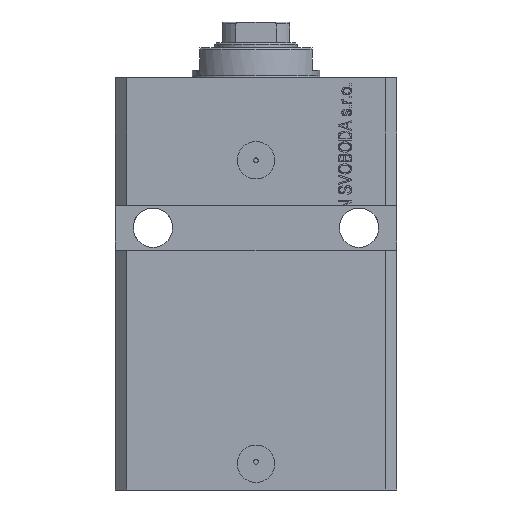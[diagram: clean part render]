
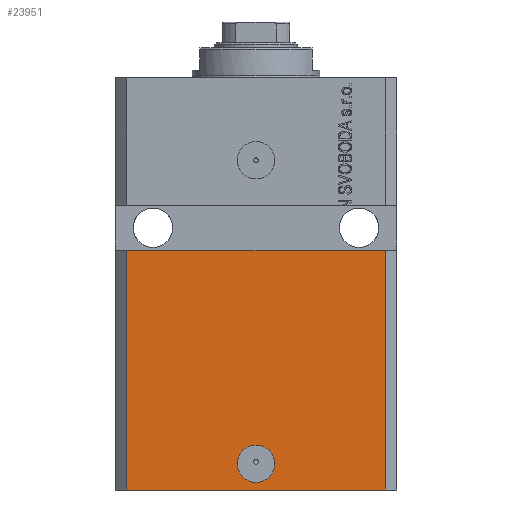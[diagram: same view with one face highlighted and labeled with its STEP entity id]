
A CAD part, front view. The second image highlights one B-rep face of the part: STEP entity #23951.
In plain terms, the highlighted planar face has unit normal (0, -1, 0).
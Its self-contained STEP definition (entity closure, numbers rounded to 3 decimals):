
#135 = EDGE_CURVE ( 'NONE', #30412, #12155, #20353, .T. ) ;
#1058 = CARTESIAN_POINT ( 'NONE',  ( 5., -27.5, -103. ) ) ;
#1088 = PLANE ( 'NONE',  #22752 ) ;
#1742 = DIRECTION ( 'NONE',  ( 1., 0., 0. ) ) ;
#1936 = LINE ( 'NONE', #29127, #15918 ) ;
#2480 = CARTESIAN_POINT ( 'NONE',  ( -5., -27.5, -103. ) ) ;
#2677 = ORIENTED_EDGE ( 'NONE', *, *, #26090, .F. ) ;
#3230 = DIRECTION ( 'NONE',  ( 0., -1., 0. ) ) ;
#3401 = DIRECTION ( 'NONE',  ( 1., 0., 0. ) ) ;
#5716 = EDGE_CURVE ( 'NONE', #7355, #12155, #35706, .T. ) ;
#6115 = EDGE_CURVE ( 'NONE', #8027, #7355, #26287, .T. ) ;
#6173 = EDGE_LOOP ( 'NONE', ( #23185, #9585, #29998, #8766 ) ) ;
#6458 = CARTESIAN_POINT ( 'NONE',  ( 34.5, -27.5, -46. ) ) ;
#7355 = VERTEX_POINT ( 'NONE', #41690 ) ;
#8027 = VERTEX_POINT ( 'NONE', #10302 ) ;
#8511 = CARTESIAN_POINT ( 'NONE',  ( 34.5, -27.5, -110. ) ) ;
#8532 = EDGE_CURVE ( 'NONE', #8027, #30412, #1936, .T. ) ;
#8564 = CARTESIAN_POINT ( 'NONE',  ( -34.5, -27.5, -46. ) ) ;
#8766 = ORIENTED_EDGE ( 'NONE', *, *, #5716, .T. ) ;
#9585 = ORIENTED_EDGE ( 'NONE', *, *, #8532, .F. ) ;
#9798 = CARTESIAN_POINT ( 'NONE',  ( -34.5, -27.5, -110. ) ) ;
#10188 = VECTOR ( 'NONE', #33642, 1000. ) ;
#10302 = CARTESIAN_POINT ( 'NONE',  ( -34.5, -27.5, -110. ) ) ;
#11339 = CARTESIAN_POINT ( 'NONE',  ( -34.5, -27.5, -110. ) ) ;
#12155 = VERTEX_POINT ( 'NONE', #6458 ) ;
#15331 = DIRECTION ( 'NONE',  ( 0., 0., -1. ) ) ;
#15918 = VECTOR ( 'NONE', #22677, 1000. ) ;
#18516 = CIRCLE ( 'NONE', #30613, 5. ) ;
#18916 = DIRECTION ( 'NONE',  ( 0., -1., 0. ) ) ;
#20353 = LINE ( 'NONE', #43987, #35028 ) ;
#22034 = FACE_BOUND ( 'NONE', #25583, .T. ) ;
#22040 = CARTESIAN_POINT ( 'NONE',  ( 0., -27.5, -103. ) ) ;
#22316 = VERTEX_POINT ( 'NONE', #1058 ) ;
#22677 = DIRECTION ( 'NONE',  ( 0., 0., 1. ) ) ;
#22752 = AXIS2_PLACEMENT_3D ( 'NONE', #11339, #35183, #15331 ) ;
#23185 = ORIENTED_EDGE ( 'NONE', *, *, #135, .F. ) ;
#23951 = ADVANCED_FACE ( 'NONE', ( #22034, #31639 ), #1088, .T. ) ;
#24690 = EDGE_CURVE ( 'NONE', #22316, #30831, #30583, .T. ) ;
#25583 = EDGE_LOOP ( 'NONE', ( #40501, #2677 ) ) ;
#26090 = EDGE_CURVE ( 'NONE', #30831, #22316, #18516, .T. ) ;
#26287 = LINE ( 'NONE', #9798, #10188 ) ;
#26864 = DIRECTION ( 'NONE',  ( 1., 0., 0. ) ) ;
#29121 = AXIS2_PLACEMENT_3D ( 'NONE', #22040, #18916, #1742 ) ;
#29127 = CARTESIAN_POINT ( 'NONE',  ( -34.5, -27.5, -110. ) ) ;
#29998 = ORIENTED_EDGE ( 'NONE', *, *, #6115, .T. ) ;
#30412 = VERTEX_POINT ( 'NONE', #8564 ) ;
#30583 = CIRCLE ( 'NONE', #29121, 5. ) ;
#30613 = AXIS2_PLACEMENT_3D ( 'NONE', #33334, #3230, #26864 ) ;
#30831 = VERTEX_POINT ( 'NONE', #2480 ) ;
#31639 = FACE_OUTER_BOUND ( 'NONE', #6173, .T. ) ;
#33334 = CARTESIAN_POINT ( 'NONE',  ( 0., -27.5, -103. ) ) ;
#33642 = DIRECTION ( 'NONE',  ( 1., 0., 0. ) ) ;
#35028 = VECTOR ( 'NONE', #3401, 1000. ) ;
#35183 = DIRECTION ( 'NONE',  ( 0., -1., 0. ) ) ;
#35706 = LINE ( 'NONE', #8511, #42281 ) ;
#40501 = ORIENTED_EDGE ( 'NONE', *, *, #24690, .F. ) ;
#41690 = CARTESIAN_POINT ( 'NONE',  ( 34.5, -27.5, -110. ) ) ;
#42281 = VECTOR ( 'NONE', #42630, 1000. ) ;
#42630 = DIRECTION ( 'NONE',  ( 0., 0., 1. ) ) ;
#43987 = CARTESIAN_POINT ( 'NONE',  ( -37.5, -27.5, -46. ) ) ;
